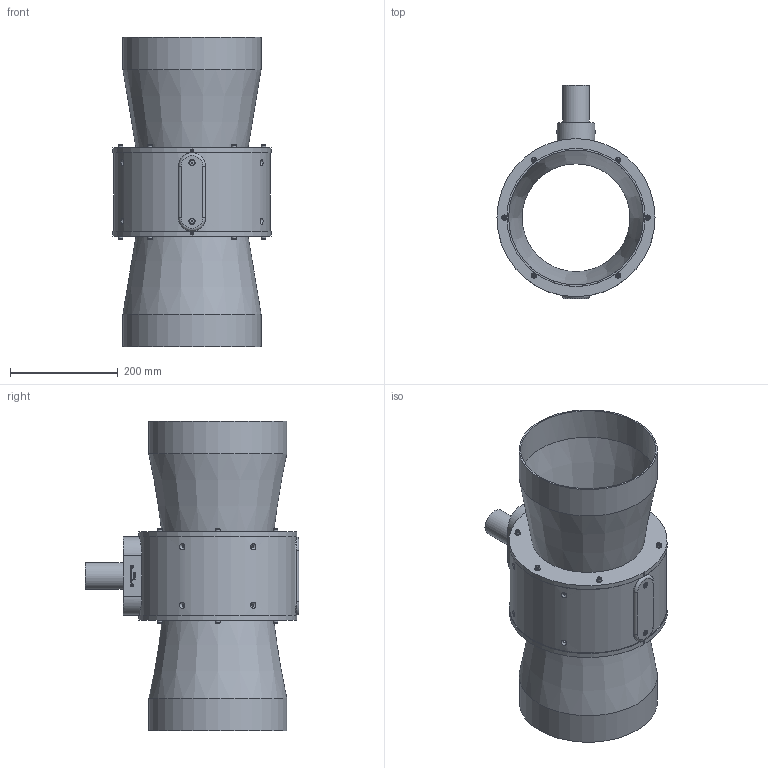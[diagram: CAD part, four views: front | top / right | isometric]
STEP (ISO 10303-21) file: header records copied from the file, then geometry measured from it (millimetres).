
FILE_DESCRIPTION (( 'STEP AP214' ), '1' );
FILE_NAME ('P-212-530-rev-B-IP.STEP', '2025-03-31T09:50:57', ( '' ), ( '' ), 'SwSTEP 2.0', 'SolidWorks 2024', '' );
FILE_SCHEMA (( 'AUTOMOTIVE_DESIGN' ));
Length unit declared in the file: millimetre
Products named in the file (1): P-212-530-rev-B-IP
Bounding box: 292.99 x 395.45 x 573.06 mm (x, y, z)
Volume: 6455047.2 mm3; surface area: 993093.2 mm2
Topology: 1 solids, 27 shells, 943 faces, 2329 edges, 1518 vertices
Faces by surface type: plane 550, bspline 198, cylinder 107, cone 55, torus 29, sphere 4
Full cylindrical faces by diameter (mm): 4.2 x8, 5 x14, 5.3 x2, 5.6 x12, 5.7 x4, 8.5 x18, 9.64 x2, 10 x24, 50 x1, 209 x2, 212 x1, 250 x2, 256 x2, 290 x1
Entity records: 46766 total; most frequent: CARTESIAN_POINT 16660, ORIENTED_EDGE 4084, DIRECTION 3480, EDGE_CURVE 2042, VERTEX_POINT 1406, LINE 1256, VECTOR 1256, EDGE_LOOP 1250
